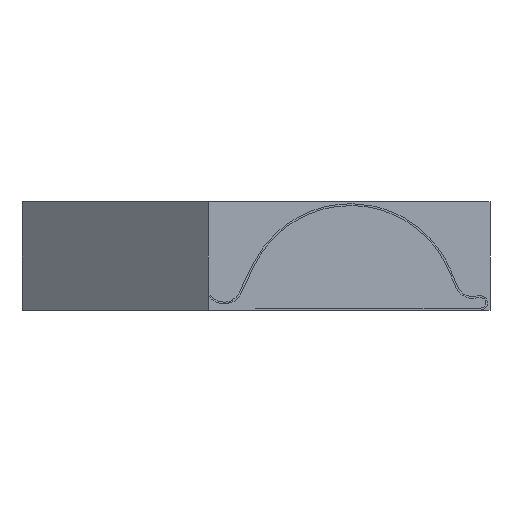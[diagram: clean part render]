
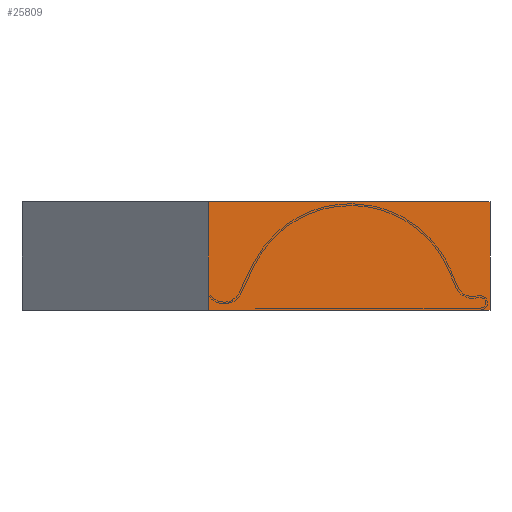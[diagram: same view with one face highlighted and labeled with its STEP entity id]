
A CAD part, left-side view. The second image highlights one B-rep face of the part: STEP entity #25809.
In plain terms, the highlighted face is planar.
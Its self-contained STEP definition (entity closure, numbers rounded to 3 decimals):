
#3872=ORIENTED_EDGE('',*,*,#12844,.F.);
#3873=ORIENTED_EDGE('',*,*,#12854,.F.);
#3874=ORIENTED_EDGE('',*,*,#12851,.F.);
#3875=ORIENTED_EDGE('',*,*,#12848,.F.);
#12844=EDGE_CURVE('',#17340,#17341,#21009,.T.);
#12848=EDGE_CURVE('',#17341,#17344,#21013,.T.);
#12851=EDGE_CURVE('',#17344,#17346,#21016,.T.);
#12854=EDGE_CURVE('',#17346,#17340,#21019,.T.);
#17340=VERTEX_POINT('',#31622);
#17341=VERTEX_POINT('',#31623);
#17344=VERTEX_POINT('',#31631);
#17346=VERTEX_POINT('',#31637);
#21009=LINE('',#31621,#22243);
#21013=LINE('',#31630,#22247);
#21016=LINE('',#31636,#22250);
#21019=LINE('',#31642,#22253);
#22243=VECTOR('',#27943,1000.);
#22247=VECTOR('',#27949,1000.);
#22250=VECTOR('',#27954,1000.);
#22253=VECTOR('',#27959,1000.);
#23482=EDGE_LOOP('',(#3872,#3873,#3874,#3875));
#24487=FACE_BOUND('',#23482,.T.);
#25492=PLANE('',#26722);
#25809=ADVANCED_FACE('',(#24487),#25492,.F.);
#26722=AXIS2_PLACEMENT_3D('',#31645,#27963,#27964);
#27943=DIRECTION('',(0.,0.,-1.));
#27949=DIRECTION('',(1.,0.,0.));
#27954=DIRECTION('',(0.,0.,1.));
#27959=DIRECTION('',(-1.,0.,0.));
#27963=DIRECTION('',(0.,-1.,0.));
#27964=DIRECTION('',(0.,0.,-1.));
#31621=CARTESIAN_POINT('',(-7.7,205.295,2.95));
#31622=CARTESIAN_POINT('',(-7.7,205.295,2.95));
#31623=CARTESIAN_POINT('',(-7.7,205.295,-2.95));
#31630=CARTESIAN_POINT('',(-7.7,205.295,-2.95));
#31631=CARTESIAN_POINT('',(7.7,205.295,-2.95));
#31636=CARTESIAN_POINT('',(7.7,205.295,-2.95));
#31637=CARTESIAN_POINT('',(7.7,205.295,2.95));
#31642=CARTESIAN_POINT('',(7.7,205.295,2.95));
#31645=CARTESIAN_POINT('',(0.,205.295,0.));
